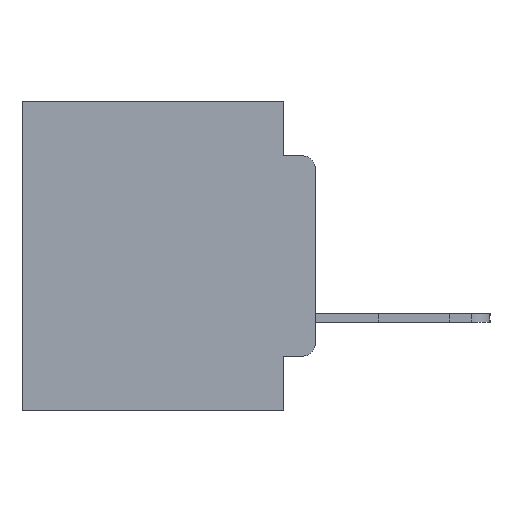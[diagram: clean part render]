
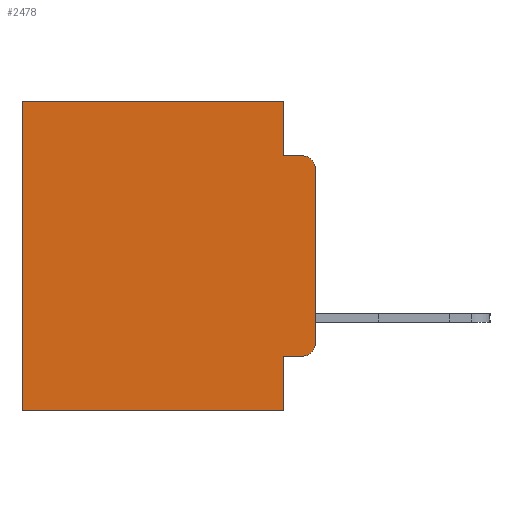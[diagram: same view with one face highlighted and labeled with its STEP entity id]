
A CAD part, left-side view. The second image highlights one B-rep face of the part: STEP entity #2478.
In plain terms, the highlighted planar face has unit normal (-1, 0, 0).
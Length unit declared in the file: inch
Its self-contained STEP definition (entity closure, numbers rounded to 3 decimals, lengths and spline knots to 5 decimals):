
#147 = ORIENTED_EDGE ( 'NONE', *, *, #22135, .T. ) ;
#660 = CARTESIAN_POINT ( 'NONE',  ( 0.298, 0.051, 0. ) ) ;
#831 = LINE ( 'NONE', #16557, #27650 ) ;
#888 = CARTESIAN_POINT ( 'NONE',  ( 0.298, 0., -0.1085 ) ) ;
#1160 = DIRECTION ( 'NONE',  ( 0., -1., 0. ) ) ;
#1268 = VERTEX_POINT ( 'NONE', #9461 ) ;
#1585 = EDGE_CURVE ( 'NONE', #22434, #6844, #22707, .T. ) ;
#1625 = EDGE_CURVE ( 'NONE', #2418, #6844, #26219, .T. ) ;
#1628 = EDGE_CURVE ( 'NONE', #23887, #22434, #3995, .T. ) ;
#2384 = AXIS2_PLACEMENT_3D ( 'NONE', #18701, #13050, #14010 ) ;
#2418 = VERTEX_POINT ( 'NONE', #888 ) ;
#2478 = ADVANCED_FACE ( 'NONE', ( #26477 ), #17934, .F. ) ;
#2882 = EDGE_CURVE ( 'NONE', #23887, #27979, #6105, .T. ) ;
#2933 = EDGE_CURVE ( 'NONE', #11151, #9790, #15190, .T. ) ;
#3010 = EDGE_CURVE ( 'NONE', #2418, #22648, #7174, .T. ) ;
#3071 = EDGE_CURVE ( 'NONE', #26887, #1268, #27052, .T. ) ;
#3117 = EDGE_CURVE ( 'NONE', #1268, #22648, #4242, .T. ) ;
#3896 = ORIENTED_EDGE ( 'NONE', *, *, #3117, .F. ) ;
#3924 = CARTESIAN_POINT ( 'NONE',  ( 0.298, 0.051, -0.4115 ) ) ;
#3995 = LINE ( 'NONE', #3924, #25587 ) ;
#4242 = LINE ( 'NONE', #15648, #20956 ) ;
#5121 = VECTOR ( 'NONE', #11514, 39.37008 ) ;
#6105 = LINE ( 'NONE', #21304, #27377 ) ;
#6844 = VERTEX_POINT ( 'NONE', #22289 ) ;
#7174 = CIRCLE ( 'NONE', #2384, 0.02 ) ;
#7855 = DIRECTION ( 'NONE',  ( 0., 1., 0. ) ) ;
#7924 = ORIENTED_EDGE ( 'NONE', *, *, #3071, .F. ) ;
#8360 = CARTESIAN_POINT ( 'NONE',  ( 0.298, 0.02, -0.0885 ) ) ;
#9294 = VECTOR ( 'NONE', #17766, 39.37008 ) ;
#9404 = VECTOR ( 'NONE', #19812, 39.37008 ) ;
#9461 = CARTESIAN_POINT ( 'NONE',  ( 0.298, 0.051, -0.0885 ) ) ;
#9691 = ORIENTED_EDGE ( 'NONE', *, *, #1625, .F. ) ;
#9790 = VERTEX_POINT ( 'NONE', #21466 ) ;
#10786 = CARTESIAN_POINT ( 'NONE',  ( 0.298, 0., 0. ) ) ;
#11151 = VERTEX_POINT ( 'NONE', #17077 ) ;
#11426 = ORIENTED_EDGE ( 'NONE', *, *, #3010, .T. ) ;
#11514 = DIRECTION ( 'NONE',  ( 0., 1., 0. ) ) ;
#11678 = AXIS2_PLACEMENT_3D ( 'NONE', #16496, #19772, #15330 ) ;
#11910 = LINE ( 'NONE', #21768, #5121 ) ;
#13050 = DIRECTION ( 'NONE',  ( -1., 0., 0. ) ) ;
#14010 = DIRECTION ( 'NONE',  ( 0., 0., -1. ) ) ;
#14028 = ORIENTED_EDGE ( 'NONE', *, *, #1628, .T. ) ;
#14475 = CARTESIAN_POINT ( 'NONE',  ( 0.298, 0.02, -0.4115 ) ) ;
#14850 = ORIENTED_EDGE ( 'NONE', *, *, #2933, .T. ) ;
#15190 = LINE ( 'NONE', #17588, #9294 ) ;
#15330 = DIRECTION ( 'NONE',  ( 0., 0., -1. ) ) ;
#15648 = CARTESIAN_POINT ( 'NONE',  ( 0.298, 0.051, -0.0885 ) ) ;
#16125 = CARTESIAN_POINT ( 'NONE',  ( 0.298, 0., 0. ) ) ;
#16193 = AXIS2_PLACEMENT_3D ( 'NONE', #16125, #18233, #17701 ) ;
#16496 = CARTESIAN_POINT ( 'NONE',  ( 0.298, 0.02, -0.3915 ) ) ;
#16557 = CARTESIAN_POINT ( 'NONE',  ( 0.298, 0., -0.5 ) ) ;
#17077 = CARTESIAN_POINT ( 'NONE',  ( 0.298, 0.473, 0. ) ) ;
#17588 = CARTESIAN_POINT ( 'NONE',  ( 0.298, 0.473, 0. ) ) ;
#17701 = DIRECTION ( 'NONE',  ( 0., 0., -1. ) ) ;
#17766 = DIRECTION ( 'NONE',  ( 0., 0., -1. ) ) ;
#17934 = PLANE ( 'NONE',  #16193 ) ;
#18185 = EDGE_CURVE ( 'NONE', #27979, #9790, #831, .T. ) ;
#18233 = DIRECTION ( 'NONE',  ( 1., 0., 0. ) ) ;
#18396 = CARTESIAN_POINT ( 'NONE',  ( 0.298, 0.051, -0.4115 ) ) ;
#18701 = CARTESIAN_POINT ( 'NONE',  ( 0.298, 0.02, -0.1085 ) ) ;
#19581 = DIRECTION ( 'NONE',  ( 0., 0., -1. ) ) ;
#19772 = DIRECTION ( 'NONE',  ( -1., 0., 0. ) ) ;
#19812 = DIRECTION ( 'NONE',  ( 0., 0., -1. ) ) ;
#20836 = ORIENTED_EDGE ( 'NONE', *, *, #2882, .F. ) ;
#20956 = VECTOR ( 'NONE', #26198, 39.37008 ) ;
#21304 = CARTESIAN_POINT ( 'NONE',  ( 0.298, 0.051, 0. ) ) ;
#21466 = CARTESIAN_POINT ( 'NONE',  ( 0.298, 0.473, -0.5 ) ) ;
#21601 = VECTOR ( 'NONE', #19581, 39.37008 ) ;
#21768 = CARTESIAN_POINT ( 'NONE',  ( 0.298, 0., 0. ) ) ;
#22135 = EDGE_CURVE ( 'NONE', #26887, #11151, #11910, .T. ) ;
#22289 = CARTESIAN_POINT ( 'NONE',  ( 0.298, 0., -0.3915 ) ) ;
#22434 = VERTEX_POINT ( 'NONE', #14475 ) ;
#22648 = VERTEX_POINT ( 'NONE', #8360 ) ;
#22707 = CIRCLE ( 'NONE', #11678, 0.02 ) ;
#23856 = EDGE_LOOP ( 'NONE', ( #9691, #11426, #3896, #7924, #147, #14850, #26637, #20836, #14028, #24380 ) ) ;
#23887 = VERTEX_POINT ( 'NONE', #18396 ) ;
#23970 = CARTESIAN_POINT ( 'NONE',  ( 0.298, 0.051, 0. ) ) ;
#24380 = ORIENTED_EDGE ( 'NONE', *, *, #1585, .T. ) ;
#25587 = VECTOR ( 'NONE', #1160, 39.37008 ) ;
#25797 = DIRECTION ( 'NONE',  ( 0., 0., -1. ) ) ;
#26198 = DIRECTION ( 'NONE',  ( 0., -1., 0. ) ) ;
#26219 = LINE ( 'NONE', #10786, #9404 ) ;
#26477 = FACE_OUTER_BOUND ( 'NONE', #23856, .T. ) ;
#26637 = ORIENTED_EDGE ( 'NONE', *, *, #18185, .F. ) ;
#26729 = CARTESIAN_POINT ( 'NONE',  ( 0.298, 0.051, -0.5 ) ) ;
#26887 = VERTEX_POINT ( 'NONE', #660 ) ;
#27052 = LINE ( 'NONE', #23970, #21601 ) ;
#27377 = VECTOR ( 'NONE', #25797, 39.37008 ) ;
#27650 = VECTOR ( 'NONE', #7855, 39.37008 ) ;
#27979 = VERTEX_POINT ( 'NONE', #26729 ) ;
